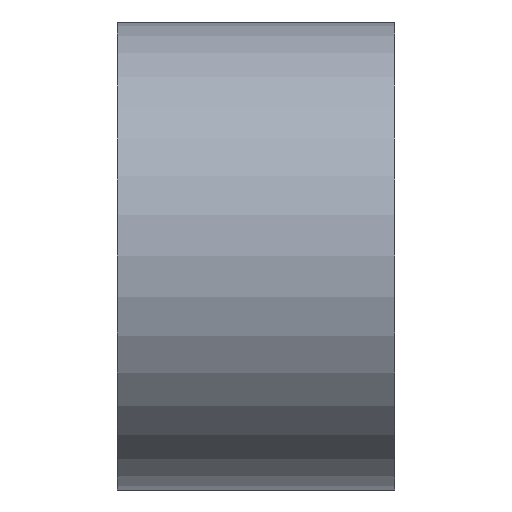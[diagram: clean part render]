
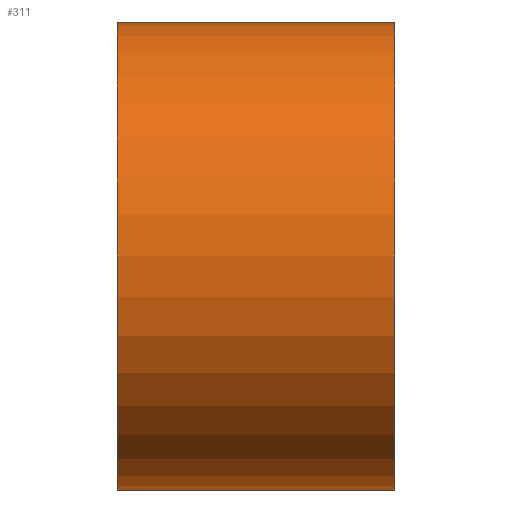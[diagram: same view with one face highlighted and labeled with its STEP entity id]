
A CAD part, left-side view. The second image highlights one B-rep face of the part: STEP entity #311.
In plain terms, the highlighted cylindrical face has radius 10 mm (diameter 20 mm), a partial arc.
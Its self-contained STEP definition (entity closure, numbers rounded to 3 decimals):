
#41 = VERTEX_POINT ( 'NONE', #255 ) ;
#43 = EDGE_CURVE ( 'NONE', #45, #41, #253, .T. ) ;
#45 = VERTEX_POINT ( 'NONE', #248 ) ;
#89 = VERTEX_POINT ( 'NONE', #455 ) ;
#91 = EDGE_CURVE ( 'NONE', #89, #92, #452, .T. ) ;
#92 = VERTEX_POINT ( 'NONE', #546 ) ;
#248 = CARTESIAN_POINT ( 'NONE',  ( 0., 0., -10. ) ) ;
#249 = DIRECTION ( 'NONE',  ( 0., 0., 1. ) ) ;
#250 = DIRECTION ( 'NONE',  ( 0., 1., 0. ) ) ;
#251 = CARTESIAN_POINT ( 'NONE',  ( 0., 0., 0. ) ) ;
#252 = AXIS2_PLACEMENT_3D ( 'NONE', #251, #250, #249 ) ;
#253 = CIRCLE ( 'NONE', #252, 10. ) ;
#255 = CARTESIAN_POINT ( 'NONE',  ( 0., 0., 10. ) ) ;
#308 = EDGE_CURVE ( 'NONE', #89, #45, #519, .T. ) ;
#311 = ADVANCED_FACE ( 'NONE', ( #515 ), #514, .T. ) ;
#312 = EDGE_LOOP ( 'NONE', ( #313, #314, #316, #317 ) ) ;
#313 = ORIENTED_EDGE ( 'NONE', *, *, #43, .T. ) ;
#314 = ORIENTED_EDGE ( 'NONE', *, *, #315, .F. ) ;
#315 = EDGE_CURVE ( 'NONE', #92, #41, #509, .T. ) ;
#316 = ORIENTED_EDGE ( 'NONE', *, *, #91, .F. ) ;
#317 = ORIENTED_EDGE ( 'NONE', *, *, #308, .T. ) ;
#451 = AXIS2_PLACEMENT_3D ( 'NONE', #549, #548, #547 ) ;
#452 = CIRCLE ( 'NONE', #451, 10. ) ;
#455 = CARTESIAN_POINT ( 'NONE',  ( 0., 11.87, -10. ) ) ;
#506 = DIRECTION ( 'NONE',  ( 0., -1., 0. ) ) ;
#507 = VECTOR ( 'NONE', #506, 1000. ) ;
#508 = CARTESIAN_POINT ( 'NONE',  ( 0., 11.87, 10. ) ) ;
#509 = LINE ( 'NONE', #508, #507 ) ;
#510 = DIRECTION ( 'NONE',  ( 0., 0., -1. ) ) ;
#511 = DIRECTION ( 'NONE',  ( 0., -1., 0. ) ) ;
#512 = AXIS2_PLACEMENT_3D ( 'NONE', #513, #511, #510 ) ;
#513 = CARTESIAN_POINT ( 'NONE',  ( 0., 11.87, 0. ) ) ;
#514 = CYLINDRICAL_SURFACE ( 'NONE', #512, 10. ) ;
#515 = FACE_OUTER_BOUND ( 'NONE', #312, .T. ) ;
#516 = DIRECTION ( 'NONE',  ( 0., -1., 0. ) ) ;
#517 = VECTOR ( 'NONE', #516, 1000. ) ;
#518 = CARTESIAN_POINT ( 'NONE',  ( 0., 11.87, -10. ) ) ;
#519 = LINE ( 'NONE', #518, #517 ) ;
#546 = CARTESIAN_POINT ( 'NONE',  ( 0., 11.87, 10. ) ) ;
#547 = DIRECTION ( 'NONE',  ( 0., 0., 1. ) ) ;
#548 = DIRECTION ( 'NONE',  ( 0., 1., 0. ) ) ;
#549 = CARTESIAN_POINT ( 'NONE',  ( 0., 11.87, 0. ) ) ;
